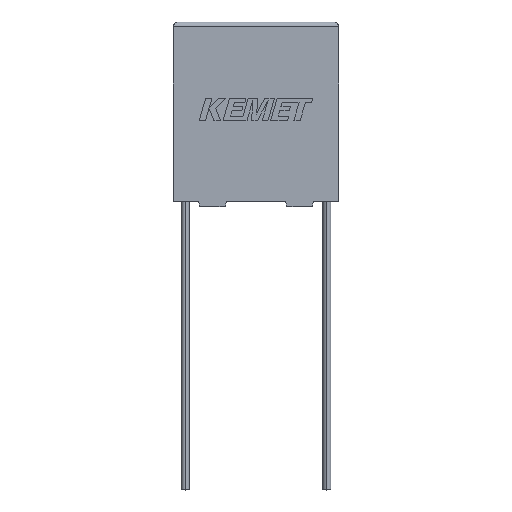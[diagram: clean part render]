
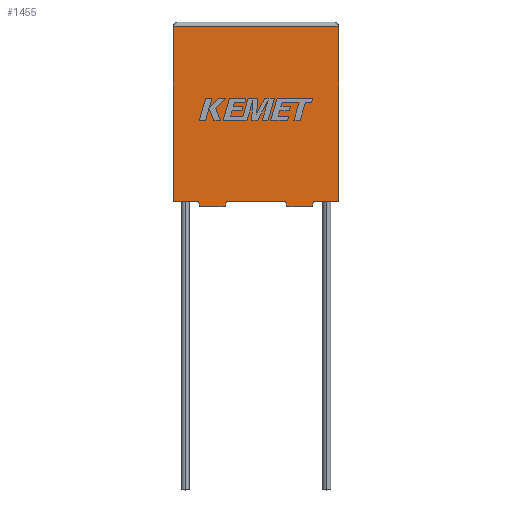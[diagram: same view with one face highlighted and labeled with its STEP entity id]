
A CAD part, top view. The second image highlights one B-rep face of the part: STEP entity #1455.
In plain terms, the highlighted planar face has unit normal (0, 0, 1).
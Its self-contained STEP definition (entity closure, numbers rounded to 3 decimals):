
#3 = LINE ( 'NONE', #765, #1926 ) ;
#26 = ORIENTED_EDGE ( 'NONE', *, *, #2191, .T. ) ;
#27 = DIRECTION ( 'NONE',  ( 1., 0., 0. ) ) ;
#33 = AXIS2_PLACEMENT_3D ( 'NONE', #2144, #562, #1373 ) ;
#160 = LINE ( 'NONE', #599, #1497 ) ;
#240 = VECTOR ( 'NONE', #415, 1000. ) ;
#325 = ORIENTED_EDGE ( 'NONE', *, *, #328, .F. ) ;
#328 = EDGE_CURVE ( 'NONE', #3207, #412, #956, .T. ) ;
#331 = CARTESIAN_POINT ( 'NONE',  ( 0., 18.5, 11.5 ) ) ;
#359 = CARTESIAN_POINT ( 'NONE',  ( 2.65, 0., 11.5 ) ) ;
#377 = EDGE_LOOP ( 'NONE', ( #602, #3225, #3006, #1504, #2421, #26, #1694, #936, #2032, #325, #582, #1967 ) ) ;
#396 = CARTESIAN_POINT ( 'NONE',  ( 5.478, -0.5, 11.5 ) ) ;
#412 = VERTEX_POINT ( 'NONE', #758 ) ;
#415 = DIRECTION ( 'NONE',  ( -1., 0., 0. ) ) ;
#448 = VERTEX_POINT ( 'NONE', #2036 ) ;
#507 = CARTESIAN_POINT ( 'NONE',  ( 0., 0., 11.5 ) ) ;
#525 = LINE ( 'NONE', #331, #2402 ) ;
#548 = LINE ( 'NONE', #990, #1007 ) ;
#562 = DIRECTION ( 'NONE',  ( 0., 0., -1. ) ) ;
#582 = ORIENTED_EDGE ( 'NONE', *, *, #2842, .F. ) ;
#599 = CARTESIAN_POINT ( 'NONE',  ( 5.478, -0.5, 11.5 ) ) ;
#602 = ORIENTED_EDGE ( 'NONE', *, *, #861, .T. ) ;
#623 = EDGE_CURVE ( 'NONE', #1041, #2642, #3, .T. ) ;
#667 = CARTESIAN_POINT ( 'NONE',  ( 0., 0., 11.5 ) ) ;
#713 = VECTOR ( 'NONE', #1025, 1000. ) ;
#758 = CARTESIAN_POINT ( 'NONE',  ( 12.023, -0.5, 11.5 ) ) ;
#765 = CARTESIAN_POINT ( 'NONE',  ( 0., 0., 11.5 ) ) ;
#767 = EDGE_CURVE ( 'NONE', #412, #3112, #548, .T. ) ;
#849 = VERTEX_POINT ( 'NONE', #2088 ) ;
#861 = EDGE_CURVE ( 'NONE', #1711, #1318, #2424, .T. ) ;
#936 = ORIENTED_EDGE ( 'NONE', *, *, #3049, .T. ) ;
#956 = LINE ( 'NONE', #1444, #240 ) ;
#990 = CARTESIAN_POINT ( 'NONE',  ( 12.023, -0.5, 11.5 ) ) ;
#1007 = VECTOR ( 'NONE', #1255, 1000. ) ;
#1023 = VECTOR ( 'NONE', #1990, 1000. ) ;
#1025 = DIRECTION ( 'NONE',  ( 0.287, -0.958, 0. ) ) ;
#1038 = CARTESIAN_POINT ( 'NONE',  ( 17.5, 18.5, 11.5 ) ) ;
#1041 = VERTEX_POINT ( 'NONE', #1868 ) ;
#1054 = CARTESIAN_POINT ( 'NONE',  ( 11.873, 0., 11.5 ) ) ;
#1109 = VERTEX_POINT ( 'NONE', #396 ) ;
#1234 = CARTESIAN_POINT ( 'NONE',  ( 2.8, -0.5, 11.5 ) ) ;
#1238 = CARTESIAN_POINT ( 'NONE',  ( 0., 0., 11.5 ) ) ;
#1255 = DIRECTION ( 'NONE',  ( -0.287, 0.958, 0. ) ) ;
#1260 = CARTESIAN_POINT ( 'NONE',  ( 17.5, 0., 11.5 ) ) ;
#1272 = CARTESIAN_POINT ( 'NONE',  ( 2.65, 0., 11.5 ) ) ;
#1318 = VERTEX_POINT ( 'NONE', #1038 ) ;
#1349 = VECTOR ( 'NONE', #2995, 1000. ) ;
#1373 = DIRECTION ( 'NONE',  ( -1., 0., 0. ) ) ;
#1429 = CARTESIAN_POINT ( 'NONE',  ( 14.7, -0.5, 11.5 ) ) ;
#1444 = CARTESIAN_POINT ( 'NONE',  ( 14.7, -0.5, 11.5 ) ) ;
#1455 = ADVANCED_FACE ( 'NONE', ( #2316 ), #2650, .F. ) ;
#1497 = VECTOR ( 'NONE', #1828, 1000. ) ;
#1504 = ORIENTED_EDGE ( 'NONE', *, *, #2916, .T. ) ;
#1536 = VECTOR ( 'NONE', #27, 1000. ) ;
#1569 = VECTOR ( 'NONE', #2599, 1000. ) ;
#1607 = VECTOR ( 'NONE', #3064, 1000. ) ;
#1694 = ORIENTED_EDGE ( 'NONE', *, *, #3026, .T. ) ;
#1711 = VERTEX_POINT ( 'NONE', #1260 ) ;
#1828 = DIRECTION ( 'NONE',  ( 0.287, 0.958, 0. ) ) ;
#1868 = CARTESIAN_POINT ( 'NONE',  ( 0., 18.5, 11.5 ) ) ;
#1926 = VECTOR ( 'NONE', #2023, 1000. ) ;
#1946 = LINE ( 'NONE', #1238, #1349 ) ;
#1967 = ORIENTED_EDGE ( 'NONE', *, *, #2058, .T. ) ;
#1990 = DIRECTION ( 'NONE',  ( 1., 0., 0. ) ) ;
#2023 = DIRECTION ( 'NONE',  ( 0., -1., 0. ) ) ;
#2032 = ORIENTED_EDGE ( 'NONE', *, *, #767, .F. ) ;
#2036 = CARTESIAN_POINT ( 'NONE',  ( 14.85, 0., 11.5 ) ) ;
#2058 = EDGE_CURVE ( 'NONE', #448, #1711, #1946, .T. ) ;
#2077 = LINE ( 'NONE', #1272, #713 ) ;
#2088 = CARTESIAN_POINT ( 'NONE',  ( 2.8, -0.5, 11.5 ) ) ;
#2095 = DIRECTION ( 'NONE',  ( -1., 0., 0. ) ) ;
#2144 = CARTESIAN_POINT ( 'NONE',  ( 0., 0., 11.5 ) ) ;
#2191 = EDGE_CURVE ( 'NONE', #849, #1109, #3137, .T. ) ;
#2263 = EDGE_CURVE ( 'NONE', #2619, #849, #2077, .T. ) ;
#2296 = VECTOR ( 'NONE', #3249, 1000. ) ;
#2316 = FACE_OUTER_BOUND ( 'NONE', #377, .T. ) ;
#2402 = VECTOR ( 'NONE', #2095, 1000. ) ;
#2413 = EDGE_CURVE ( 'NONE', #1318, #1041, #525, .T. ) ;
#2421 = ORIENTED_EDGE ( 'NONE', *, *, #2263, .T. ) ;
#2424 = LINE ( 'NONE', #2850, #1607 ) ;
#2599 = DIRECTION ( 'NONE',  ( 1., 0., 0. ) ) ;
#2612 = VERTEX_POINT ( 'NONE', #2618 ) ;
#2618 = CARTESIAN_POINT ( 'NONE',  ( 5.628, 0., 11.5 ) ) ;
#2619 = VERTEX_POINT ( 'NONE', #359 ) ;
#2632 = LINE ( 'NONE', #507, #1536 ) ;
#2642 = VERTEX_POINT ( 'NONE', #667 ) ;
#2650 = PLANE ( 'NONE',  #33 ) ;
#2760 = LINE ( 'NONE', #2849, #1569 ) ;
#2842 = EDGE_CURVE ( 'NONE', #448, #3207, #2949, .T. ) ;
#2849 = CARTESIAN_POINT ( 'NONE',  ( 0., 0., 11.5 ) ) ;
#2850 = CARTESIAN_POINT ( 'NONE',  ( 17.5, 0., 11.5 ) ) ;
#2916 = EDGE_CURVE ( 'NONE', #2642, #2619, #2632, .T. ) ;
#2949 = LINE ( 'NONE', #3226, #2296 ) ;
#2995 = DIRECTION ( 'NONE',  ( 1., 0., 0. ) ) ;
#3006 = ORIENTED_EDGE ( 'NONE', *, *, #623, .T. ) ;
#3026 = EDGE_CURVE ( 'NONE', #1109, #2612, #160, .T. ) ;
#3049 = EDGE_CURVE ( 'NONE', #2612, #3112, #2760, .T. ) ;
#3064 = DIRECTION ( 'NONE',  ( 0., 1., 0. ) ) ;
#3112 = VERTEX_POINT ( 'NONE', #1054 ) ;
#3137 = LINE ( 'NONE', #1234, #1023 ) ;
#3207 = VERTEX_POINT ( 'NONE', #1429 ) ;
#3225 = ORIENTED_EDGE ( 'NONE', *, *, #2413, .T. ) ;
#3226 = CARTESIAN_POINT ( 'NONE',  ( 14.85, 0., 11.5 ) ) ;
#3249 = DIRECTION ( 'NONE',  ( -0.287, -0.958, 0. ) ) ;
